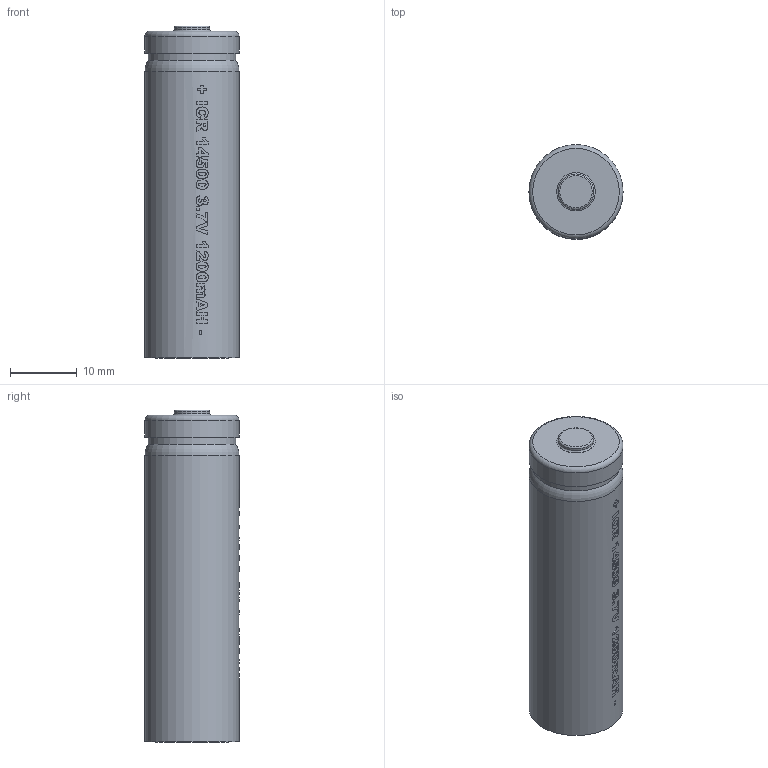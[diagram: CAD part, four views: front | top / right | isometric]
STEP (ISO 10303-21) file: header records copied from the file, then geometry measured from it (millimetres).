
FILE_DESCRIPTION(/* description */ ('Unknown'),/* implementation_level */ '2;1');
FILE_NAME(/* name */ 'ICR 14500',/* time_stamp */ '2020-07-28T17:12:45-04:00',/* author */ ('Unknown'),/* organization */ ('Unknown'),/* preprocessor_version */ 'ST-DEVELOPER v16.7',/* originating_system */ 'Solid Edge',/* authorisation */ 'Unknown');
FILE_SCHEMA (('AUTOMOTIVE_DESIGN {1 0 10303 214 3 1 1}'));
Length unit declared in the file: millimetre
Products named in the file (1): ICR 14500
Bounding box: 14.1 x 14.1 x 49.71 mm (x, y, z)
Volume: 7614.6 mm3; surface area: 2529.1 mm2
Topology: 1 solids, 21 shells, 357 faces, 849 edges, 565 vertices
Faces by surface type: plane 226, bspline 93, cylinder 33, torus 5
Full cylindrical faces by diameter (mm): 5.309 x1, 5.767 x1, 13.159 x1, 14.097 x2
Entity records: 18286 total; most frequent: CARTESIAN_POINT 8509, ORIENTED_EDGE 1648, DIRECTION 1074, EDGE_CURVE 824, VERTEX_POINT 562, EDGE_LOOP 422, FACE_BOUND 422, B_SPLINE_CURVE_WITH_KNOTS 372
